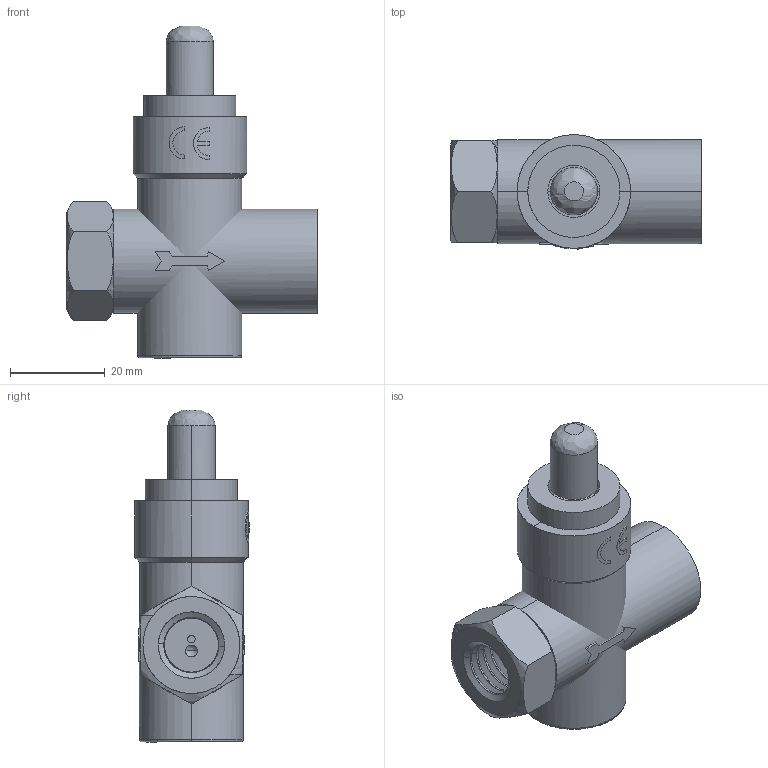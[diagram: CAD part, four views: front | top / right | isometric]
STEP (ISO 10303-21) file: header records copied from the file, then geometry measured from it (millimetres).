
FILE_DESCRIPTION(/* description */ (''),/* implementation_level */ '2;1');
FILE_NAME(/* name */ '91949891 - Rubinetto a pulsante 1.4GAS',/* time_stamp */ '2020-04-29T10:39:52+02:00',/* author */ (''),/* organization */ (''),/* preprocessor_version */ 'ST-DEVELOPER v15',/* originating_system */ '',/* authorisation */ '');
FILE_SCHEMA (('AUTOMOTIVE_DESIGN'));
Length unit declared in the file: millimetre
Products named in the file (1): Document
Bounding box: 53 x 24.2 x 70.2 mm (x, y, z)
Volume: 18732 mm3; surface area: 17419.1 mm2
Topology: 11 solids, 70 shells, 195 faces, 572 edges, 419 vertices
Faces by surface type: bspline 195
Entity records: 15400 total; most frequent: CARTESIAN_POINT 8775, B_SPLINE_CURVE_WITH_KNOTS 1023, ORIENTED_EDGE 863, PCURVE 863, DEFINITIONAL_REPRESENTATION 863, SURFACE_CURVE 557, EDGE_CURVE 557, VERTEX_POINT 418
